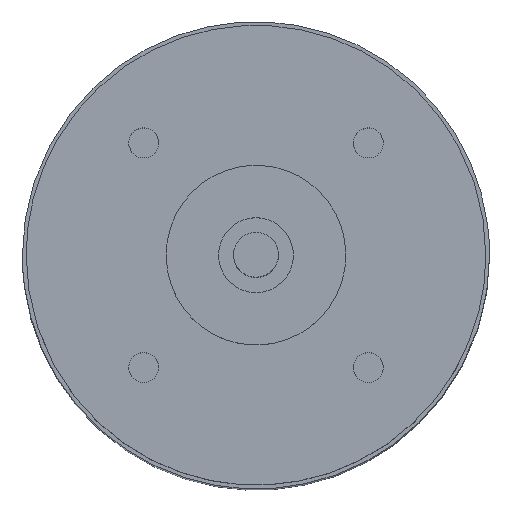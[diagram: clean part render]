
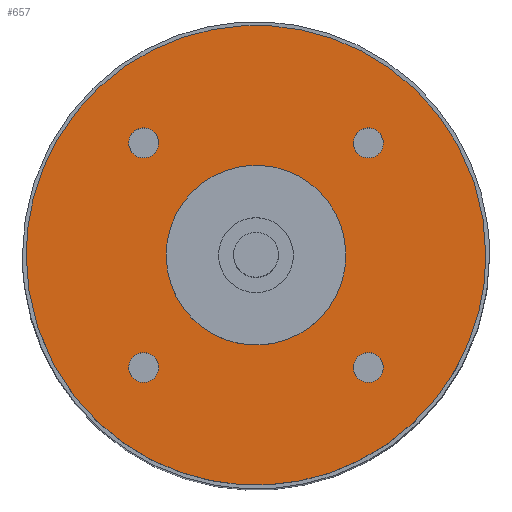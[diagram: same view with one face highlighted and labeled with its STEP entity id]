
A CAD part, top view. The second image highlights one B-rep face of the part: STEP entity #657.
In plain terms, the highlighted free-form (B-spline) face has degree [1, 1] with [2, 2] control points.
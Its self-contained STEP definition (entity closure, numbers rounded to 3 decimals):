
#120 = VERTEX_POINT('',#121);
#121 = CARTESIAN_POINT('',(9.928,-8.76,0.));
#126 = EDGE_CURVE('',#127,#120,#129,.T.);
#127 = VERTEX_POINT('',#128);
#128 = CARTESIAN_POINT('',(7.592,-8.76,0.));
#129 = ( BOUNDED_CURVE() B_SPLINE_CURVE(2,(#130,#131,#132,#133,#134),
.UNSPECIFIED.,.F.,.F.) B_SPLINE_CURVE_WITH_KNOTS((3,2,3),(3.142,
4.712,6.283),.PIECEWISE_BEZIER_KNOTS.) CURVE() 
GEOMETRIC_REPRESENTATION_ITEM() RATIONAL_B_SPLINE_CURVE((1.,
0.707,1.,0.707,1.)) REPRESENTATION_ITEM('') );
#130 = CARTESIAN_POINT('',(7.592,-8.76,0.));
#131 = CARTESIAN_POINT('',(7.592,-9.928,0.));
#132 = CARTESIAN_POINT('',(8.76,-9.928,0.));
#133 = CARTESIAN_POINT('',(9.928,-9.928,0.));
#134 = CARTESIAN_POINT('',(9.928,-8.76,0.));
#168 = VERTEX_POINT('',#169);
#169 = CARTESIAN_POINT('',(-7.592,-8.76,0.));
#174 = EDGE_CURVE('',#175,#168,#177,.T.);
#175 = VERTEX_POINT('',#176);
#176 = CARTESIAN_POINT('',(-9.928,-8.76,0.));
#177 = ( BOUNDED_CURVE() B_SPLINE_CURVE(2,(#178,#179,#180,#181,#182),
.UNSPECIFIED.,.F.,.F.) B_SPLINE_CURVE_WITH_KNOTS((3,2,3),(3.142,
4.712,6.283),.PIECEWISE_BEZIER_KNOTS.) CURVE() 
GEOMETRIC_REPRESENTATION_ITEM() RATIONAL_B_SPLINE_CURVE((1.,
0.707,1.,0.707,1.)) REPRESENTATION_ITEM('') );
#178 = CARTESIAN_POINT('',(-9.928,-8.76,0.));
#179 = CARTESIAN_POINT('',(-9.928,-9.928,0.));
#180 = CARTESIAN_POINT('',(-8.76,-9.928,0.));
#181 = CARTESIAN_POINT('',(-7.592,-9.928,0.));
#182 = CARTESIAN_POINT('',(-7.592,-8.76,0.));
#216 = VERTEX_POINT('',#217);
#217 = CARTESIAN_POINT('',(-7.592,8.76,0.));
#222 = EDGE_CURVE('',#223,#216,#225,.T.);
#223 = VERTEX_POINT('',#224);
#224 = CARTESIAN_POINT('',(-9.928,8.76,0.));
#225 = ( BOUNDED_CURVE() B_SPLINE_CURVE(2,(#226,#227,#228,#229,#230),
.UNSPECIFIED.,.F.,.F.) B_SPLINE_CURVE_WITH_KNOTS((3,2,3),(3.142,
4.712,6.283),.PIECEWISE_BEZIER_KNOTS.) CURVE() 
GEOMETRIC_REPRESENTATION_ITEM() RATIONAL_B_SPLINE_CURVE((1.,
0.707,1.,0.707,1.)) REPRESENTATION_ITEM('') );
#226 = CARTESIAN_POINT('',(-9.928,8.76,0.));
#227 = CARTESIAN_POINT('',(-9.928,7.592,0.));
#228 = CARTESIAN_POINT('',(-8.76,7.592,0.));
#229 = CARTESIAN_POINT('',(-7.592,7.592,0.));
#230 = CARTESIAN_POINT('',(-7.592,8.76,0.));
#264 = VERTEX_POINT('',#265);
#265 = CARTESIAN_POINT('',(9.928,8.76,0.));
#270 = EDGE_CURVE('',#271,#264,#273,.T.);
#271 = VERTEX_POINT('',#272);
#272 = CARTESIAN_POINT('',(7.592,8.76,0.));
#273 = ( BOUNDED_CURVE() B_SPLINE_CURVE(2,(#274,#275,#276,#277,#278),
.UNSPECIFIED.,.F.,.F.) B_SPLINE_CURVE_WITH_KNOTS((3,2,3),(3.142,
4.712,6.283),.PIECEWISE_BEZIER_KNOTS.) CURVE() 
GEOMETRIC_REPRESENTATION_ITEM() RATIONAL_B_SPLINE_CURVE((1.,
0.707,1.,0.707,1.)) REPRESENTATION_ITEM('') );
#274 = CARTESIAN_POINT('',(7.592,8.76,0.));
#275 = CARTESIAN_POINT('',(7.592,7.592,0.));
#276 = CARTESIAN_POINT('',(8.76,7.592,0.));
#277 = CARTESIAN_POINT('',(9.928,7.592,0.));
#278 = CARTESIAN_POINT('',(9.928,8.76,0.));
#322 = VERTEX_POINT('',#323);
#323 = CARTESIAN_POINT('',(7.008,0.,0.));
#328 = EDGE_CURVE('',#322,#329,#331,.T.);
#329 = VERTEX_POINT('',#330);
#330 = CARTESIAN_POINT('',(-7.008,0.,0.));
#331 = ( BOUNDED_CURVE() B_SPLINE_CURVE(2,(#332,#333,#334,#335,#336),
.UNSPECIFIED.,.F.,.F.) B_SPLINE_CURVE_WITH_KNOTS((3,2,3),(0.,
1.571,3.142),.PIECEWISE_BEZIER_KNOTS.) CURVE() 
GEOMETRIC_REPRESENTATION_ITEM() RATIONAL_B_SPLINE_CURVE((1.,
0.707,1.,0.707,1.)) REPRESENTATION_ITEM('') );
#332 = CARTESIAN_POINT('',(7.008,0.,0.));
#333 = CARTESIAN_POINT('',(7.008,7.008,0.));
#334 = CARTESIAN_POINT('',(0.,7.008,0.));
#335 = CARTESIAN_POINT('',(-7.008,7.008,0.));
#336 = CARTESIAN_POINT('',(-7.008,0.,0.));
#514 = VERTEX_POINT('',#515);
#515 = CARTESIAN_POINT('',(-17.929,0.,0.));
#520 = EDGE_CURVE('',#521,#514,#523,.T.);
#521 = VERTEX_POINT('',#522);
#522 = CARTESIAN_POINT('',(17.929,0.,0.));
#523 = ( BOUNDED_CURVE() B_SPLINE_CURVE(2,(#524,#525,#526,#527,#528),
.UNSPECIFIED.,.F.,.F.) B_SPLINE_CURVE_WITH_KNOTS((3,2,3),(0.,
1.571,3.142),.PIECEWISE_BEZIER_KNOTS.) CURVE() 
GEOMETRIC_REPRESENTATION_ITEM() RATIONAL_B_SPLINE_CURVE((1.,
0.707,1.,0.707,1.)) REPRESENTATION_ITEM('') );
#524 = CARTESIAN_POINT('',(17.929,0.,0.));
#525 = CARTESIAN_POINT('',(17.929,17.929,0.));
#526 = CARTESIAN_POINT('',(0.,17.929,0.));
#527 = CARTESIAN_POINT('',(-17.929,17.929,0.));
#528 = CARTESIAN_POINT('',(-17.929,0.,0.));
#639 = EDGE_CURVE('',#514,#521,#640,.T.);
#640 = ( BOUNDED_CURVE() B_SPLINE_CURVE(2,(#641,#642,#643,#644,#645),
.UNSPECIFIED.,.F.,.F.) B_SPLINE_CURVE_WITH_KNOTS((3,2,3),(3.142,
4.712,6.283),.PIECEWISE_BEZIER_KNOTS.) CURVE() 
GEOMETRIC_REPRESENTATION_ITEM() RATIONAL_B_SPLINE_CURVE((1.,
0.707,1.,0.707,1.)) REPRESENTATION_ITEM('') );
#641 = CARTESIAN_POINT('',(-17.929,0.,0.));
#642 = CARTESIAN_POINT('',(-17.929,-17.929,0.));
#643 = CARTESIAN_POINT('',(0.,-17.929,0.));
#644 = CARTESIAN_POINT('',(17.929,-17.929,0.));
#645 = CARTESIAN_POINT('',(17.929,0.,0.));
#657 = ADVANCED_FACE('',(#658,#669,#680,#691,#702,#713),#717,.T.);
#658 = FACE_BOUND('',#659,.T.);
#659 = EDGE_LOOP('',(#660,#668));
#660 = ORIENTED_EDGE('',*,*,#661,.F.);
#661 = EDGE_CURVE('',#120,#127,#662,.T.);
#662 = ( BOUNDED_CURVE() B_SPLINE_CURVE(2,(#663,#664,#665,#666,#667),
.UNSPECIFIED.,.F.,.F.) B_SPLINE_CURVE_WITH_KNOTS((3,2,3),(0.,
1.571,3.142),.PIECEWISE_BEZIER_KNOTS.) CURVE() 
GEOMETRIC_REPRESENTATION_ITEM() RATIONAL_B_SPLINE_CURVE((1.,
0.707,1.,0.707,1.)) REPRESENTATION_ITEM('') );
#663 = CARTESIAN_POINT('',(9.928,-8.76,0.));
#664 = CARTESIAN_POINT('',(9.928,-7.592,0.));
#665 = CARTESIAN_POINT('',(8.76,-7.592,0.));
#666 = CARTESIAN_POINT('',(7.592,-7.592,0.));
#667 = CARTESIAN_POINT('',(7.592,-8.76,0.));
#668 = ORIENTED_EDGE('',*,*,#126,.F.);
#669 = FACE_BOUND('',#670,.T.);
#670 = EDGE_LOOP('',(#671,#679));
#671 = ORIENTED_EDGE('',*,*,#672,.F.);
#672 = EDGE_CURVE('',#168,#175,#673,.T.);
#673 = ( BOUNDED_CURVE() B_SPLINE_CURVE(2,(#674,#675,#676,#677,#678),
.UNSPECIFIED.,.F.,.F.) B_SPLINE_CURVE_WITH_KNOTS((3,2,3),(0.,
1.571,3.142),.PIECEWISE_BEZIER_KNOTS.) CURVE() 
GEOMETRIC_REPRESENTATION_ITEM() RATIONAL_B_SPLINE_CURVE((1.,
0.707,1.,0.707,1.)) REPRESENTATION_ITEM('') );
#674 = CARTESIAN_POINT('',(-7.592,-8.76,0.));
#675 = CARTESIAN_POINT('',(-7.592,-7.592,0.));
#676 = CARTESIAN_POINT('',(-8.76,-7.592,0.));
#677 = CARTESIAN_POINT('',(-9.928,-7.592,0.));
#678 = CARTESIAN_POINT('',(-9.928,-8.76,0.));
#679 = ORIENTED_EDGE('',*,*,#174,.F.);
#680 = FACE_BOUND('',#681,.T.);
#681 = EDGE_LOOP('',(#682,#690));
#682 = ORIENTED_EDGE('',*,*,#683,.F.);
#683 = EDGE_CURVE('',#216,#223,#684,.T.);
#684 = ( BOUNDED_CURVE() B_SPLINE_CURVE(2,(#685,#686,#687,#688,#689),
.UNSPECIFIED.,.F.,.F.) B_SPLINE_CURVE_WITH_KNOTS((3,2,3),(0.,
1.571,3.142),.PIECEWISE_BEZIER_KNOTS.) CURVE() 
GEOMETRIC_REPRESENTATION_ITEM() RATIONAL_B_SPLINE_CURVE((1.,
0.707,1.,0.707,1.)) REPRESENTATION_ITEM('') );
#685 = CARTESIAN_POINT('',(-7.592,8.76,0.));
#686 = CARTESIAN_POINT('',(-7.592,9.928,0.));
#687 = CARTESIAN_POINT('',(-8.76,9.928,0.));
#688 = CARTESIAN_POINT('',(-9.928,9.928,0.));
#689 = CARTESIAN_POINT('',(-9.928,8.76,0.));
#690 = ORIENTED_EDGE('',*,*,#222,.F.);
#691 = FACE_BOUND('',#692,.T.);
#692 = EDGE_LOOP('',(#693,#701));
#693 = ORIENTED_EDGE('',*,*,#694,.F.);
#694 = EDGE_CURVE('',#264,#271,#695,.T.);
#695 = ( BOUNDED_CURVE() B_SPLINE_CURVE(2,(#696,#697,#698,#699,#700),
.UNSPECIFIED.,.F.,.F.) B_SPLINE_CURVE_WITH_KNOTS((3,2,3),(0.,
1.571,3.142),.PIECEWISE_BEZIER_KNOTS.) CURVE() 
GEOMETRIC_REPRESENTATION_ITEM() RATIONAL_B_SPLINE_CURVE((1.,
0.707,1.,0.707,1.)) REPRESENTATION_ITEM('') );
#696 = CARTESIAN_POINT('',(9.928,8.76,0.));
#697 = CARTESIAN_POINT('',(9.928,9.928,0.));
#698 = CARTESIAN_POINT('',(8.76,9.928,0.));
#699 = CARTESIAN_POINT('',(7.592,9.928,0.));
#700 = CARTESIAN_POINT('',(7.592,8.76,0.));
#701 = ORIENTED_EDGE('',*,*,#270,.F.);
#702 = FACE_BOUND('',#703,.T.);
#703 = EDGE_LOOP('',(#704,#712));
#704 = ORIENTED_EDGE('',*,*,#705,.F.);
#705 = EDGE_CURVE('',#329,#322,#706,.T.);
#706 = ( BOUNDED_CURVE() B_SPLINE_CURVE(2,(#707,#708,#709,#710,#711),
.UNSPECIFIED.,.F.,.F.) B_SPLINE_CURVE_WITH_KNOTS((3,2,3),(3.142,
4.712,6.283),.PIECEWISE_BEZIER_KNOTS.) CURVE() 
GEOMETRIC_REPRESENTATION_ITEM() RATIONAL_B_SPLINE_CURVE((1.,
0.707,1.,0.707,1.)) REPRESENTATION_ITEM('') );
#707 = CARTESIAN_POINT('',(-7.008,0.,0.));
#708 = CARTESIAN_POINT('',(-7.008,-7.008,0.));
#709 = CARTESIAN_POINT('',(0.,-7.008,0.));
#710 = CARTESIAN_POINT('',(7.008,-7.008,0.));
#711 = CARTESIAN_POINT('',(7.008,0.,0.));
#712 = ORIENTED_EDGE('',*,*,#328,.F.);
#713 = FACE_BOUND('',#714,.T.);
#714 = EDGE_LOOP('',(#715,#716));
#715 = ORIENTED_EDGE('',*,*,#520,.T.);
#716 = ORIENTED_EDGE('',*,*,#639,.T.);
#717 = B_SPLINE_SURFACE_WITH_KNOTS('',1,1,(
    (#718,#719)
    ,(#720,#721
    )),.UNSPECIFIED.,.F.,.F.,.F.,(2,2),(2,2),(-15.35,15.35),(-15.35,
    15.35),.PIECEWISE_BEZIER_KNOTS.);
#718 = CARTESIAN_POINT('',(-17.929,-17.929,0.));
#719 = CARTESIAN_POINT('',(-17.929,17.929,0.));
#720 = CARTESIAN_POINT('',(17.929,-17.929,0.));
#721 = CARTESIAN_POINT('',(17.929,17.929,0.));
